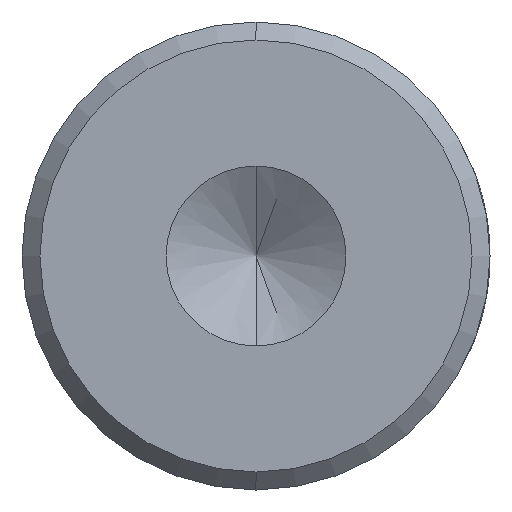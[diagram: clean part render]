
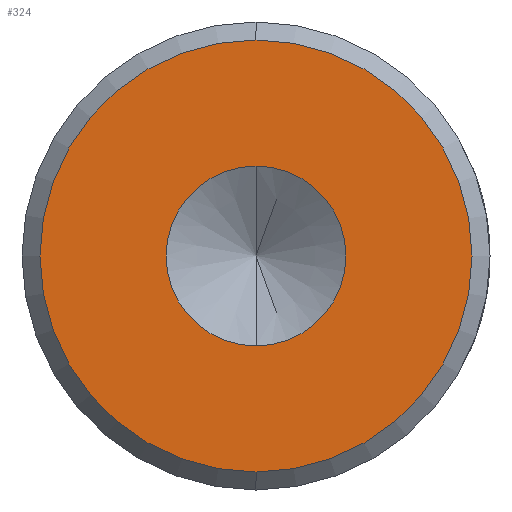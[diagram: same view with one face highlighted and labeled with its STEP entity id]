
A CAD part, left-side view. The second image highlights one B-rep face of the part: STEP entity #324.
In plain terms, the highlighted planar face has unit normal (-1, 0, 0).
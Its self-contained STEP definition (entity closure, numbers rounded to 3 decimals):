
#9 = PLANE ( 'NONE',  #569 ) ;
#40 = DIRECTION ( 'NONE',  ( 0., 0., 1. ) ) ;
#53 = FACE_BOUND ( 'NONE', #361, .T. ) ;
#90 = CARTESIAN_POINT ( 'NONE',  ( 0., 0., 0. ) ) ;
#102 = ORIENTED_EDGE ( 'NONE', *, *, #610, .T. ) ;
#127 = EDGE_CURVE ( 'NONE', #909, #424, #1027, .T. ) ;
#157 = CARTESIAN_POINT ( 'NONE',  ( 0., 0., 0. ) ) ;
#172 = AXIS2_PLACEMENT_3D ( 'NONE', #157, #867, #268 ) ;
#197 = DIRECTION ( 'NONE',  ( 0., 0., 1. ) ) ;
#268 = DIRECTION ( 'NONE',  ( 0., 0., 1. ) ) ;
#293 = AXIS2_PLACEMENT_3D ( 'NONE', #1222, #657, #40 ) ;
#321 = FACE_OUTER_BOUND ( 'NONE', #1063, .T. ) ;
#324 = ADVANCED_FACE ( 'NONE', ( #321, #53 ), #9, .T. ) ;
#361 = EDGE_LOOP ( 'NONE', ( #865, #883 ) ) ;
#397 = CARTESIAN_POINT ( 'NONE',  ( 0., 0., -2.5 ) ) ;
#424 = VERTEX_POINT ( 'NONE', #765 ) ;
#431 = DIRECTION ( 'NONE',  ( -1., 0., 0. ) ) ;
#491 = AXIS2_PLACEMENT_3D ( 'NONE', #90, #815, #197 ) ;
#569 = AXIS2_PLACEMENT_3D ( 'NONE', #1025, #431, #1126 ) ;
#580 = DIRECTION ( 'NONE',  ( -1., 0., 0. ) ) ;
#610 = EDGE_CURVE ( 'NONE', #424, #909, #675, .T. ) ;
#625 = EDGE_CURVE ( 'NONE', #764, #787, #1159, .T. ) ;
#657 = DIRECTION ( 'NONE',  ( -1., 0., 0. ) ) ;
#675 = CIRCLE ( 'NONE', #878, 6.001 ) ;
#764 = VERTEX_POINT ( 'NONE', #1272 ) ;
#765 = CARTESIAN_POINT ( 'NONE',  ( 0., 0., -6.001 ) ) ;
#771 = CIRCLE ( 'NONE', #293, 2.5 ) ;
#787 = VERTEX_POINT ( 'NONE', #397 ) ;
#815 = DIRECTION ( 'NONE',  ( -1., 0., 0. ) ) ;
#833 = CARTESIAN_POINT ( 'NONE',  ( 0., 0., 6.001 ) ) ;
#865 = ORIENTED_EDGE ( 'NONE', *, *, #625, .F. ) ;
#867 = DIRECTION ( 'NONE',  ( -1., 0., 0. ) ) ;
#878 = AXIS2_PLACEMENT_3D ( 'NONE', #1157, #580, #1245 ) ;
#883 = ORIENTED_EDGE ( 'NONE', *, *, #1009, .F. ) ;
#909 = VERTEX_POINT ( 'NONE', #833 ) ;
#941 = ORIENTED_EDGE ( 'NONE', *, *, #127, .T. ) ;
#1009 = EDGE_CURVE ( 'NONE', #787, #764, #771, .T. ) ;
#1025 = CARTESIAN_POINT ( 'NONE',  ( 0., 0., 0. ) ) ;
#1027 = CIRCLE ( 'NONE', #491, 6.001 ) ;
#1063 = EDGE_LOOP ( 'NONE', ( #102, #941 ) ) ;
#1126 = DIRECTION ( 'NONE',  ( 0., 0., 1. ) ) ;
#1157 = CARTESIAN_POINT ( 'NONE',  ( 0., 0., 0. ) ) ;
#1159 = CIRCLE ( 'NONE', #172, 2.5 ) ;
#1222 = CARTESIAN_POINT ( 'NONE',  ( 0., 0., 0. ) ) ;
#1245 = DIRECTION ( 'NONE',  ( 0., 0., 1. ) ) ;
#1272 = CARTESIAN_POINT ( 'NONE',  ( 0., 0., 2.5 ) ) ;
